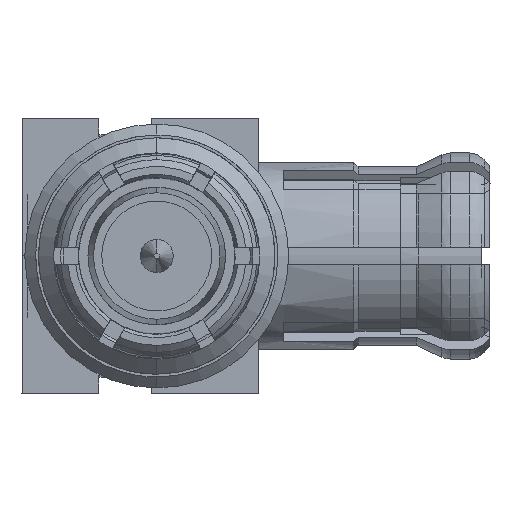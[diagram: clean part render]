
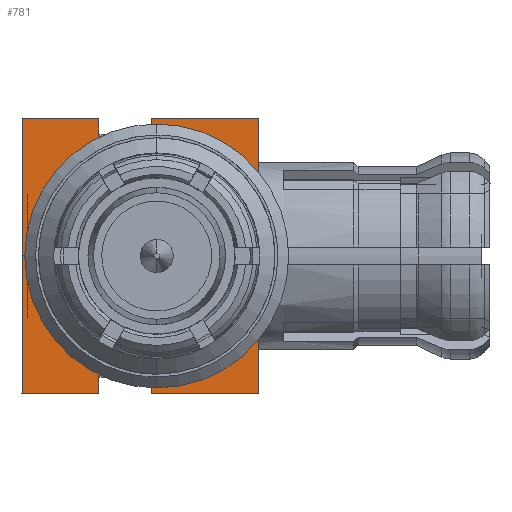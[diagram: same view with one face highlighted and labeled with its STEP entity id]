
A CAD part, left-side view. The second image highlights one B-rep face of the part: STEP entity #781.
In plain terms, the highlighted face is planar.
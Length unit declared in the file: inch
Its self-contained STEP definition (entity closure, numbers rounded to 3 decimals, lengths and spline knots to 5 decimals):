
#164 = DIRECTION ( 'NONE',  ( 0., 1., 0. ) ) ;
#173 = DIRECTION ( 'NONE',  ( 0., -1., 0. ) ) ;
#730 = LINE ( 'NONE', #14454, #11334 ) ;
#781 = ADVANCED_FACE ( 'NONE', ( #8175, #1163 ), #8081, .F. ) ;
#894 = CARTESIAN_POINT ( 'NONE',  ( 0.04134, -0.09843, -0.08563 ) ) ;
#1040 = ORIENTED_EDGE ( 'NONE', *, *, #2442, .F. ) ;
#1070 = VECTOR ( 'NONE', #13981, 39.37008 ) ;
#1163 = FACE_OUTER_BOUND ( 'NONE', #3810, .T. ) ;
#1429 = CARTESIAN_POINT ( 'NONE',  ( 0.00394, -0.09843, 0.09843 ) ) ;
#1484 = CARTESIAN_POINT ( 'NONE',  ( 0.09646, -0.09843, -0.09843 ) ) ;
#1899 = DIRECTION ( 'NONE',  ( 1., 0., 0. ) ) ;
#2013 = VECTOR ( 'NONE', #15869, 39.37008 ) ;
#2180 = DIRECTION ( 'NONE',  ( 0., 0., 1. ) ) ;
#2246 = VERTEX_POINT ( 'NONE', #15934 ) ;
#2287 = LINE ( 'NONE', #9180, #14661 ) ;
#2338 = EDGE_CURVE ( 'NONE', #4282, #2246, #17364, .T. ) ;
#2442 = EDGE_CURVE ( 'NONE', #2923, #8874, #10816, .T. ) ;
#2446 = CARTESIAN_POINT ( 'NONE',  ( 0.09646, -0.09843, -0.09843 ) ) ;
#2555 = DIRECTION ( 'NONE',  ( 1., 0., 0. ) ) ;
#2753 = EDGE_CURVE ( 'NONE', #7197, #17665, #2287, .T. ) ;
#2796 = VECTOR ( 'NONE', #16166, 39.37008 ) ;
#2834 = ORIENTED_EDGE ( 'NONE', *, *, #13766, .T. ) ;
#2923 = VERTEX_POINT ( 'NONE', #15534 ) ;
#2945 = VECTOR ( 'NONE', #7958, 39.37008 ) ;
#3047 = DIRECTION ( 'NONE',  ( 0., 0., 1. ) ) ;
#3182 = EDGE_CURVE ( 'NONE', #11190, #12753, #13748, .T. ) ;
#3192 = AXIS2_PLACEMENT_3D ( 'NONE', #9425, #164, #9515 ) ;
#3245 = ORIENTED_EDGE ( 'NONE', *, *, #12407, .F. ) ;
#3303 = EDGE_CURVE ( 'NONE', #2923, #10701, #4929, .T. ) ;
#3508 = VECTOR ( 'NONE', #16280, 39.37008 ) ;
#3810 = EDGE_LOOP ( 'NONE', ( #12236, #6757, #7686, #15743, #7443, #10380, #3245, #9602, #6580, #5691, #2834, #1040 ) ) ;
#3903 = EDGE_LOOP ( 'NONE', ( #10370, #15421 ) ) ;
#4221 = VECTOR ( 'NONE', #1899, 39.37008 ) ;
#4282 = VERTEX_POINT ( 'NONE', #1429 ) ;
#4318 = LINE ( 'NONE', #5934, #4221 ) ;
#4929 = LINE ( 'NONE', #14260, #2013 ) ;
#5691 = ORIENTED_EDGE ( 'NONE', *, *, #6340, .T. ) ;
#5733 = CARTESIAN_POINT ( 'NONE',  ( 0.00394, -0.09843, 0.08563 ) ) ;
#5743 = EDGE_CURVE ( 'NONE', #12753, #11190, #14998, .T. ) ;
#5934 = CARTESIAN_POINT ( 'NONE',  ( 0.09646, -0.09843, -0.09843 ) ) ;
#6054 = CARTESIAN_POINT ( 'NONE',  ( 0.04134, -0.09843, -0.09843 ) ) ;
#6070 = DIRECTION ( 'NONE',  ( 0., -1., 0. ) ) ;
#6099 = LINE ( 'NONE', #8793, #12212 ) ;
#6340 = EDGE_CURVE ( 'NONE', #17665, #12276, #16872, .T. ) ;
#6418 = LINE ( 'NONE', #11889, #17703 ) ;
#6580 = ORIENTED_EDGE ( 'NONE', *, *, #2753, .T. ) ;
#6660 = CARTESIAN_POINT ( 'NONE',  ( 0.00394, -0.09843, -0.08563 ) ) ;
#6757 = ORIENTED_EDGE ( 'NONE', *, *, #8931, .F. ) ;
#6918 = DIRECTION ( 'NONE',  ( 0., 0., -1. ) ) ;
#7084 = LINE ( 'NONE', #5733, #1070 ) ;
#7172 = CARTESIAN_POINT ( 'NONE',  ( 0.00394, -0.09843, -0.09843 ) ) ;
#7197 = VERTEX_POINT ( 'NONE', #6660 ) ;
#7415 = VERTEX_POINT ( 'NONE', #15514 ) ;
#7443 = ORIENTED_EDGE ( 'NONE', *, *, #9056, .F. ) ;
#7686 = ORIENTED_EDGE ( 'NONE', *, *, #13991, .F. ) ;
#7817 = VECTOR ( 'NONE', #3047, 39.37008 ) ;
#7958 = DIRECTION ( 'NONE',  ( 0., 0., -1. ) ) ;
#8081 = PLANE ( 'NONE',  #3192 ) ;
#8175 = FACE_BOUND ( 'NONE', #3903, .T. ) ;
#8615 = CARTESIAN_POINT ( 'NONE',  ( 0., -0.09843, 0. ) ) ;
#8793 = CARTESIAN_POINT ( 'NONE',  ( 0.00394, -0.09843, 0.09843 ) ) ;
#8874 = VERTEX_POINT ( 'NONE', #2446 ) ;
#8931 = EDGE_CURVE ( 'NONE', #12731, #10701, #730, .T. ) ;
#9056 = EDGE_CURVE ( 'NONE', #15829, #4282, #6099, .T. ) ;
#9180 = CARTESIAN_POINT ( 'NONE',  ( 0.09646, -0.09843, -0.08563 ) ) ;
#9425 = CARTESIAN_POINT ( 'NONE',  ( 0.09646, -0.09843, -0.09843 ) ) ;
#9515 = DIRECTION ( 'NONE',  ( -1., 0., 0. ) ) ;
#9602 = ORIENTED_EDGE ( 'NONE', *, *, #16536, .T. ) ;
#10337 = CARTESIAN_POINT ( 'NONE',  ( 0.00394, -0.09843, -0.09843 ) ) ;
#10370 = ORIENTED_EDGE ( 'NONE', *, *, #5743, .F. ) ;
#10380 = ORIENTED_EDGE ( 'NONE', *, *, #13691, .F. ) ;
#10621 = CARTESIAN_POINT ( 'NONE',  ( -0.07283, -0.09843, 0.09843 ) ) ;
#10701 = VERTEX_POINT ( 'NONE', #12702 ) ;
#10816 = LINE ( 'NONE', #1484, #3508 ) ;
#11190 = VERTEX_POINT ( 'NONE', #11303 ) ;
#11197 = LINE ( 'NONE', #7172, #7817 ) ;
#11303 = CARTESIAN_POINT ( 'NONE',  ( 0., -0.09843, 0.07205 ) ) ;
#11334 = VECTOR ( 'NONE', #2180, 39.37008 ) ;
#11612 = DIRECTION ( 'NONE',  ( -1., 0., 0. ) ) ;
#11814 = DIRECTION ( 'NONE',  ( 0., 0., -1. ) ) ;
#11889 = CARTESIAN_POINT ( 'NONE',  ( -0.07283, -0.09843, -0.09843 ) ) ;
#12212 = VECTOR ( 'NONE', #15246, 39.37008 ) ;
#12236 = ORIENTED_EDGE ( 'NONE', *, *, #3303, .T. ) ;
#12276 = VERTEX_POINT ( 'NONE', #6054 ) ;
#12407 = EDGE_CURVE ( 'NONE', #13541, #7415, #6418, .T. ) ;
#12448 = AXIS2_PLACEMENT_3D ( 'NONE', #14581, #6070, #11814 ) ;
#12702 = CARTESIAN_POINT ( 'NONE',  ( 0.04134, -0.09843, 0.09843 ) ) ;
#12731 = VERTEX_POINT ( 'NONE', #14544 ) ;
#12753 = VERTEX_POINT ( 'NONE', #13110 ) ;
#13110 = CARTESIAN_POINT ( 'NONE',  ( 0., -0.09843, -0.07205 ) ) ;
#13541 = VERTEX_POINT ( 'NONE', #10337 ) ;
#13691 = EDGE_CURVE ( 'NONE', #7415, #15829, #15074, .T. ) ;
#13748 = CIRCLE ( 'NONE', #17186, 0.07205 ) ;
#13766 = EDGE_CURVE ( 'NONE', #12276, #8874, #4318, .T. ) ;
#13859 = VECTOR ( 'NONE', #14451, 39.37008 ) ;
#13981 = DIRECTION ( 'NONE',  ( 1., 0., 0. ) ) ;
#13991 = EDGE_CURVE ( 'NONE', #2246, #12731, #7084, .T. ) ;
#14260 = CARTESIAN_POINT ( 'NONE',  ( 0.09646, -0.09843, 0.09843 ) ) ;
#14451 = DIRECTION ( 'NONE',  ( 0., 0., -1. ) ) ;
#14454 = CARTESIAN_POINT ( 'NONE',  ( 0.04134, -0.09843, 0.08563 ) ) ;
#14544 = CARTESIAN_POINT ( 'NONE',  ( 0.04134, -0.09843, 0.08563 ) ) ;
#14581 = CARTESIAN_POINT ( 'NONE',  ( 0., -0.09843, 0. ) ) ;
#14661 = VECTOR ( 'NONE', #2555, 39.37008 ) ;
#14998 = CIRCLE ( 'NONE', #12448, 0.07205 ) ;
#15074 = LINE ( 'NONE', #17678, #2796 ) ;
#15246 = DIRECTION ( 'NONE',  ( 1., 0., 0. ) ) ;
#15421 = ORIENTED_EDGE ( 'NONE', *, *, #3182, .F. ) ;
#15514 = CARTESIAN_POINT ( 'NONE',  ( -0.07283, -0.09843, -0.09843 ) ) ;
#15534 = CARTESIAN_POINT ( 'NONE',  ( 0.09646, -0.09843, 0.09843 ) ) ;
#15743 = ORIENTED_EDGE ( 'NONE', *, *, #2338, .F. ) ;
#15829 = VERTEX_POINT ( 'NONE', #10621 ) ;
#15869 = DIRECTION ( 'NONE',  ( -1., 0., 0. ) ) ;
#15934 = CARTESIAN_POINT ( 'NONE',  ( 0.00394, -0.09843, 0.08563 ) ) ;
#16166 = DIRECTION ( 'NONE',  ( 0., 0., 1. ) ) ;
#16280 = DIRECTION ( 'NONE',  ( 0., 0., -1. ) ) ;
#16536 = EDGE_CURVE ( 'NONE', #13541, #7197, #11197, .T. ) ;
#16872 = LINE ( 'NONE', #16963, #13859 ) ;
#16963 = CARTESIAN_POINT ( 'NONE',  ( 0.04134, -0.09843, -0.09843 ) ) ;
#17186 = AXIS2_PLACEMENT_3D ( 'NONE', #8615, #173, #6918 ) ;
#17275 = CARTESIAN_POINT ( 'NONE',  ( 0.00394, -0.09843, 0.09843 ) ) ;
#17364 = LINE ( 'NONE', #17275, #2945 ) ;
#17665 = VERTEX_POINT ( 'NONE', #894 ) ;
#17678 = CARTESIAN_POINT ( 'NONE',  ( -0.07283, -0.09843, -0.09843 ) ) ;
#17703 = VECTOR ( 'NONE', #11612, 39.37008 ) ;
